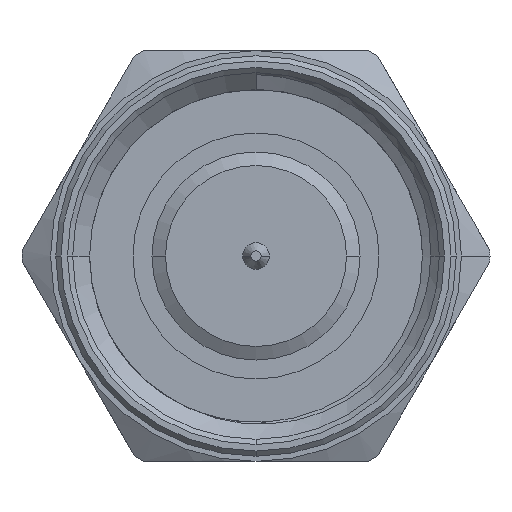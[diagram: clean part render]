
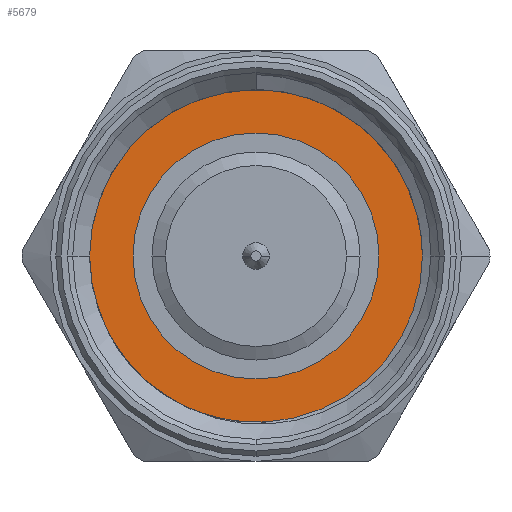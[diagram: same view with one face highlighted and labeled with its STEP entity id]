
A CAD part, left-side view. The second image highlights one B-rep face of the part: STEP entity #5679.
In plain terms, the highlighted planar face has unit normal (-1, 0, 0).
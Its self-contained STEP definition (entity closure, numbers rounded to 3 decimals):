
#18 = DIRECTION ( 'NONE',  ( 0., 0., 1. ) ) ;
#78 = EDGE_CURVE ( 'NONE', #5265, #6689, #4226, .T. ) ;
#182 = ORIENTED_EDGE ( 'NONE', *, *, #2639, .T. ) ;
#224 = DIRECTION ( 'NONE',  ( 0., 1., 0. ) ) ;
#355 = ORIENTED_EDGE ( 'NONE', *, *, #78, .T. ) ;
#488 = CIRCLE ( 'NONE', #4238, 2.365 ) ;
#541 = FACE_OUTER_BOUND ( 'NONE', #5267, .T. ) ;
#1092 = CARTESIAN_POINT ( 'NONE',  ( 5.65, -2.365, 0. ) ) ;
#1262 = DIRECTION ( 'NONE',  ( 0., 1., 0. ) ) ;
#1270 = AXIS2_PLACEMENT_3D ( 'NONE', #3952, #3424, #4220 ) ;
#1419 = EDGE_CURVE ( 'NONE', #6384, #2245, #2020, .T. ) ;
#1718 = DIRECTION ( 'NONE',  ( -1., 0., 0. ) ) ;
#1739 = CARTESIAN_POINT ( 'NONE',  ( 5.65, -3.525, 0. ) ) ;
#1880 = CARTESIAN_POINT ( 'NONE',  ( 5.65, 0., 0. ) ) ;
#2020 = CIRCLE ( 'NONE', #1270, 2.365 ) ;
#2245 = VERTEX_POINT ( 'NONE', #1092 ) ;
#2320 = DIRECTION ( 'NONE',  ( 1., 0., 0. ) ) ;
#2608 = FACE_BOUND ( 'NONE', #6409, .T. ) ;
#2639 = EDGE_CURVE ( 'NONE', #6384, #2245, #488, .T. ) ;
#2677 = PLANE ( 'NONE',  #3776 ) ;
#2910 = CARTESIAN_POINT ( 'NONE',  ( 5.65, 0., 0. ) ) ;
#3394 = ORIENTED_EDGE ( 'NONE', *, *, #1419, .F. ) ;
#3424 = DIRECTION ( 'NONE',  ( -1., 0., 0. ) ) ;
#3776 = AXIS2_PLACEMENT_3D ( 'NONE', #5322, #1718, #18 ) ;
#3952 = CARTESIAN_POINT ( 'NONE',  ( 5.65, 0., 0. ) ) ;
#3995 = AXIS2_PLACEMENT_3D ( 'NONE', #6470, #4399, #224 ) ;
#4219 = ORIENTED_EDGE ( 'NONE', *, *, #5055, .F. ) ;
#4220 = DIRECTION ( 'NONE',  ( 0., 1., 0. ) ) ;
#4226 = CIRCLE ( 'NONE', #6313, 3.525 ) ;
#4238 = AXIS2_PLACEMENT_3D ( 'NONE', #2910, #2320, #1262 ) ;
#4399 = DIRECTION ( 'NONE',  ( 1., 0., 0. ) ) ;
#4527 = CARTESIAN_POINT ( 'NONE',  ( 5.65, 2.365, 0. ) ) ;
#5055 = EDGE_CURVE ( 'NONE', #5265, #6689, #6747, .T. ) ;
#5265 = VERTEX_POINT ( 'NONE', #5518 ) ;
#5267 = EDGE_LOOP ( 'NONE', ( #4219, #355 ) ) ;
#5322 = CARTESIAN_POINT ( 'NONE',  ( 5.65, 0., 0. ) ) ;
#5500 = DIRECTION ( 'NONE',  ( 0., 1., 0. ) ) ;
#5518 = CARTESIAN_POINT ( 'NONE',  ( 5.65, 3.525, 0. ) ) ;
#5568 = DIRECTION ( 'NONE',  ( -1., 0., 0. ) ) ;
#5679 = ADVANCED_FACE ( 'NONE', ( #2608, #541 ), #2677, .T. ) ;
#6313 = AXIS2_PLACEMENT_3D ( 'NONE', #1880, #5568, #5500 ) ;
#6384 = VERTEX_POINT ( 'NONE', #4527 ) ;
#6409 = EDGE_LOOP ( 'NONE', ( #3394, #182 ) ) ;
#6470 = CARTESIAN_POINT ( 'NONE',  ( 5.65, 0., 0. ) ) ;
#6689 = VERTEX_POINT ( 'NONE', #1739 ) ;
#6747 = CIRCLE ( 'NONE', #3995, 3.525 ) ;
